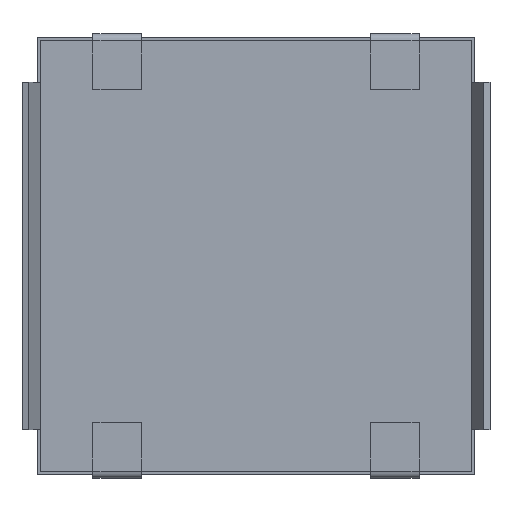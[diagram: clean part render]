
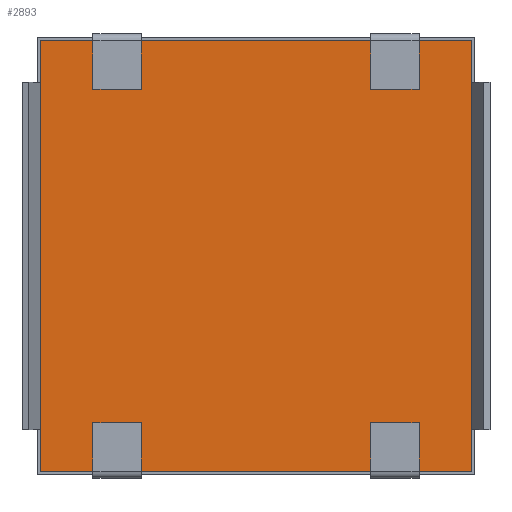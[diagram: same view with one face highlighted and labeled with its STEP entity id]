
A CAD part, front view. The second image highlights one B-rep face of the part: STEP entity #2893.
In plain terms, the highlighted planar face has unit normal (0, -1, 0).
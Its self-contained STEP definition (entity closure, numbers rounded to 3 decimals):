
#17=DIRECTION('',(0.,0.,-1.));
#18=VECTOR('',#17,0.7);
#19=CARTESIAN_POINT('',(1.65,0.,3.1));
#20=LINE('',#19,#18);
#25=DIRECTION('',(1.,0.,0.));
#26=VECTOR('',#25,0.7);
#27=CARTESIAN_POINT('',(1.65,0.,2.4));
#28=LINE('',#27,#26);
#32=DIRECTION('',(0.,0.,-1.));
#33=VECTOR('',#32,0.7);
#34=CARTESIAN_POINT('',(2.35,0.,3.1));
#35=LINE('',#34,#33);
#39=DIRECTION('',(1.,0.,0.));
#40=VECTOR('',#39,0.75);
#41=CARTESIAN_POINT('',(2.35,0.,3.1));
#42=LINE('',#41,#40);
#46=DIRECTION('',(0.,0.,-1.));
#47=VECTOR('',#46,6.2);
#48=CARTESIAN_POINT('',(3.1,0.,3.1));
#49=LINE('',#48,#47);
#53=DIRECTION('',(-1.,0.,0.));
#54=VECTOR('',#53,0.75);
#55=CARTESIAN_POINT('',(3.1,0.,-3.1));
#56=LINE('',#55,#54);
#60=DIRECTION('',(0.,0.,-1.));
#61=VECTOR('',#60,0.7);
#62=CARTESIAN_POINT('',(2.35,0.,-2.4));
#63=LINE('',#62,#61);
#67=DIRECTION('',(1.,0.,0.));
#68=VECTOR('',#67,0.7);
#69=CARTESIAN_POINT('',(1.65,0.,-2.4));
#70=LINE('',#69,#68);
#74=DIRECTION('',(0.,0.,-1.));
#75=VECTOR('',#74,0.7);
#76=CARTESIAN_POINT('',(1.65,0.,-2.4));
#77=LINE('',#76,#75);
#81=DIRECTION('',(-1.,0.,0.));
#82=VECTOR('',#81,3.3);
#83=CARTESIAN_POINT('',(1.65,0.,-3.1));
#84=LINE('',#83,#82);
#88=DIRECTION('',(0.,0.,-1.));
#89=VECTOR('',#88,0.7);
#90=CARTESIAN_POINT('',(-1.65,0.,-2.4));
#91=LINE('',#90,#89);
#95=DIRECTION('',(1.,0.,0.));
#96=VECTOR('',#95,0.7);
#97=CARTESIAN_POINT('',(-2.35,0.,-2.4));
#98=LINE('',#97,#96);
#102=DIRECTION('',(0.,0.,-1.));
#103=VECTOR('',#102,0.7);
#104=CARTESIAN_POINT('',(-2.35,0.,-2.4));
#105=LINE('',#104,#103);
#109=DIRECTION('',(-1.,0.,0.));
#110=VECTOR('',#109,0.75);
#111=CARTESIAN_POINT('',(-2.35,0.,-3.1));
#112=LINE('',#111,#110);
#116=DIRECTION('',(0.,0.,1.));
#117=VECTOR('',#116,6.2);
#118=CARTESIAN_POINT('',(-3.1,0.,-3.1));
#119=LINE('',#118,#117);
#123=DIRECTION('',(1.,0.,0.));
#124=VECTOR('',#123,0.75);
#125=CARTESIAN_POINT('',(-3.1,0.,3.1));
#126=LINE('',#125,#124);
#130=DIRECTION('',(0.,0.,-1.));
#131=VECTOR('',#130,0.7);
#132=CARTESIAN_POINT('',(-2.35,0.,3.1));
#133=LINE('',#132,#131);
#137=DIRECTION('',(1.,0.,0.));
#138=VECTOR('',#137,0.7);
#139=CARTESIAN_POINT('',(-2.35,0.,2.4));
#140=LINE('',#139,#138);
#144=DIRECTION('',(0.,0.,-1.));
#145=VECTOR('',#144,0.7);
#146=CARTESIAN_POINT('',(-1.65,0.,3.1));
#147=LINE('',#146,#145);
#151=DIRECTION('',(1.,0.,0.));
#152=VECTOR('',#151,3.3);
#153=CARTESIAN_POINT('',(-1.65,0.,3.1));
#154=LINE('',#153,#152);
#2422=CARTESIAN_POINT('',(-3.1,0.,-3.1));
#2423=CARTESIAN_POINT('',(-3.1,0.,3.1));
#2424=VERTEX_POINT('',#2422);
#2425=VERTEX_POINT('',#2423);
#2426=CARTESIAN_POINT('',(3.1,0.,3.1));
#2427=CARTESIAN_POINT('',(3.1,0.,-3.1));
#2428=VERTEX_POINT('',#2426);
#2429=VERTEX_POINT('',#2427);
#2670=CARTESIAN_POINT('',(-2.35,0.,3.1));
#2671=CARTESIAN_POINT('',(-2.35,0.,2.4));
#2672=VERTEX_POINT('',#2670);
#2673=VERTEX_POINT('',#2671);
#2674=CARTESIAN_POINT('',(-2.35,0.,-2.4));
#2675=CARTESIAN_POINT('',(-2.35,0.,-3.1));
#2676=VERTEX_POINT('',#2674);
#2677=VERTEX_POINT('',#2675);
#2678=CARTESIAN_POINT('',(-1.65,0.,3.1));
#2679=CARTESIAN_POINT('',(-1.65,0.,2.4));
#2680=VERTEX_POINT('',#2678);
#2681=VERTEX_POINT('',#2679);
#2682=CARTESIAN_POINT('',(-1.65,0.,-2.4));
#2683=CARTESIAN_POINT('',(-1.65,0.,-3.1));
#2684=VERTEX_POINT('',#2682);
#2685=VERTEX_POINT('',#2683);
#2726=CARTESIAN_POINT('',(1.65,0.,3.1));
#2727=CARTESIAN_POINT('',(1.65,0.,2.4));
#2728=VERTEX_POINT('',#2726);
#2729=VERTEX_POINT('',#2727);
#2730=CARTESIAN_POINT('',(1.65,0.,-2.4));
#2731=CARTESIAN_POINT('',(1.65,0.,-3.1));
#2732=VERTEX_POINT('',#2730);
#2733=VERTEX_POINT('',#2731);
#2734=CARTESIAN_POINT('',(2.35,0.,3.1));
#2735=CARTESIAN_POINT('',(2.35,0.,2.4));
#2736=VERTEX_POINT('',#2734);
#2737=VERTEX_POINT('',#2735);
#2738=CARTESIAN_POINT('',(2.35,0.,-2.4));
#2739=CARTESIAN_POINT('',(2.35,0.,-3.1));
#2740=VERTEX_POINT('',#2738);
#2741=VERTEX_POINT('',#2739);
#2846=CARTESIAN_POINT('',(0.,0.,0.));
#2847=DIRECTION('',(0.,1.,0.));
#2848=DIRECTION('',(1.,0.,0.));
#2849=AXIS2_PLACEMENT_3D('',#2846,#2847,#2848);
#2850=PLANE('',#2849);
#2852=ORIENTED_EDGE('',*,*,#2851,.T.);
#2854=ORIENTED_EDGE('',*,*,#2853,.T.);
#2856=ORIENTED_EDGE('',*,*,#2855,.F.);
#2858=ORIENTED_EDGE('',*,*,#2857,.T.);
#2860=ORIENTED_EDGE('',*,*,#2859,.T.);
#2862=ORIENTED_EDGE('',*,*,#2861,.T.);
#2864=ORIENTED_EDGE('',*,*,#2863,.F.);
#2866=ORIENTED_EDGE('',*,*,#2865,.F.);
#2868=ORIENTED_EDGE('',*,*,#2867,.T.);
#2870=ORIENTED_EDGE('',*,*,#2869,.T.);
#2872=ORIENTED_EDGE('',*,*,#2871,.F.);
#2874=ORIENTED_EDGE('',*,*,#2873,.F.);
#2876=ORIENTED_EDGE('',*,*,#2875,.T.);
#2878=ORIENTED_EDGE('',*,*,#2877,.T.);
#2880=ORIENTED_EDGE('',*,*,#2879,.T.);
#2882=ORIENTED_EDGE('',*,*,#2881,.T.);
#2884=ORIENTED_EDGE('',*,*,#2883,.T.);
#2886=ORIENTED_EDGE('',*,*,#2885,.T.);
#2888=ORIENTED_EDGE('',*,*,#2887,.F.);
#2890=ORIENTED_EDGE('',*,*,#2889,.T.);
#2891=EDGE_LOOP('',(#2852,#2854,#2856,#2858,#2860,#2862,#2864,#2866,#2868,#2870,
#2872,#2874,#2876,#2878,#2880,#2882,#2884,#2886,#2888,#2890));
#2892=FACE_OUTER_BOUND('',#2891,.F.);
#2893=ADVANCED_FACE('',(#2892),#2850,.F.);
#2851=EDGE_CURVE('',#2728,#2729,#20,.T.);
#2853=EDGE_CURVE('',#2729,#2737,#28,.T.);
#2855=EDGE_CURVE('',#2736,#2737,#35,.T.);
#2857=EDGE_CURVE('',#2736,#2428,#42,.T.);
#2859=EDGE_CURVE('',#2428,#2429,#49,.T.);
#2861=EDGE_CURVE('',#2429,#2741,#56,.T.);
#2863=EDGE_CURVE('',#2740,#2741,#63,.T.);
#2865=EDGE_CURVE('',#2732,#2740,#70,.T.);
#2867=EDGE_CURVE('',#2732,#2733,#77,.T.);
#2869=EDGE_CURVE('',#2733,#2685,#84,.T.);
#2871=EDGE_CURVE('',#2684,#2685,#91,.T.);
#2873=EDGE_CURVE('',#2676,#2684,#98,.T.);
#2875=EDGE_CURVE('',#2676,#2677,#105,.T.);
#2877=EDGE_CURVE('',#2677,#2424,#112,.T.);
#2879=EDGE_CURVE('',#2424,#2425,#119,.T.);
#2881=EDGE_CURVE('',#2425,#2672,#126,.T.);
#2883=EDGE_CURVE('',#2672,#2673,#133,.T.);
#2885=EDGE_CURVE('',#2673,#2681,#140,.T.);
#2887=EDGE_CURVE('',#2680,#2681,#147,.T.);
#2889=EDGE_CURVE('',#2680,#2728,#154,.T.);
